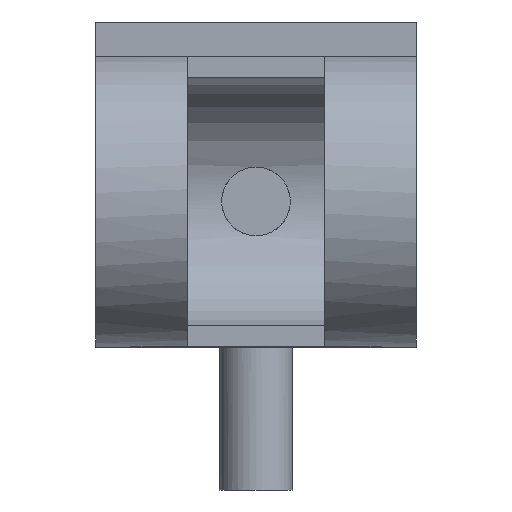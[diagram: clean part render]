
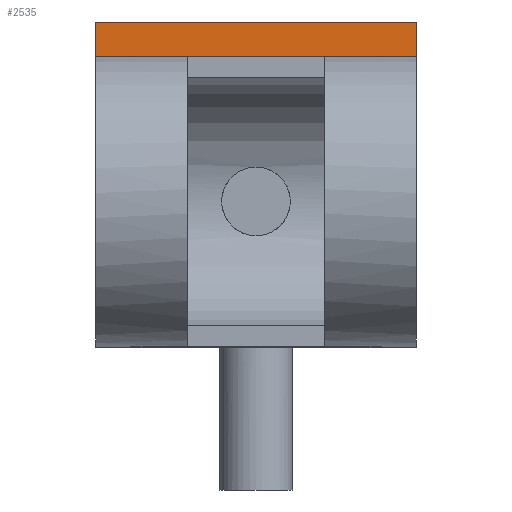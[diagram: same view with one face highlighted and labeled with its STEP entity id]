
A CAD part, front view. The second image highlights one B-rep face of the part: STEP entity #2535.
In plain terms, the highlighted planar face has unit normal (0, -1, 0).
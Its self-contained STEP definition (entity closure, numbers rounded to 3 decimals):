
#74 = CARTESIAN_POINT ( 'NONE',  ( 70., -9., 78.364 ) ) ;
#141 = LINE ( 'NONE', #1084, #2277 ) ;
#146 = CARTESIAN_POINT ( 'NONE',  ( 70., -9., 78.364 ) ) ;
#250 = CARTESIAN_POINT ( 'NONE',  ( -70., -9., 63.364 ) ) ;
#392 = EDGE_CURVE ( 'NONE', #2959, #2091, #2255, .T. ) ;
#408 = VECTOR ( 'NONE', #2553, 1000. ) ;
#434 = VECTOR ( 'NONE', #1090, 1000. ) ;
#477 = VERTEX_POINT ( 'NONE', #250 ) ;
#494 = DIRECTION ( 'NONE',  ( 0., 0., 1. ) ) ;
#509 = AXIS2_PLACEMENT_3D ( 'NONE', #1661, #2617, #494 ) ;
#664 = LINE ( 'NONE', #1597, #408 ) ;
#725 = PLANE ( 'NONE',  #509 ) ;
#878 = EDGE_LOOP ( 'NONE', ( #1102, #3065, #1606, #1143 ) ) ;
#1020 = DIRECTION ( 'NONE',  ( -1., 0., 0. ) ) ;
#1084 = CARTESIAN_POINT ( 'NONE',  ( 70., -9., 63.364 ) ) ;
#1090 = DIRECTION ( 'NONE',  ( 0., 0., -1. ) ) ;
#1102 = ORIENTED_EDGE ( 'NONE', *, *, #2442, .T. ) ;
#1143 = ORIENTED_EDGE ( 'NONE', *, *, #2947, .T. ) ;
#1597 = CARTESIAN_POINT ( 'NONE',  ( -70., -9., 78.364 ) ) ;
#1598 = VERTEX_POINT ( 'NONE', #2334 ) ;
#1606 = ORIENTED_EDGE ( 'NONE', *, *, #392, .F. ) ;
#1661 = CARTESIAN_POINT ( 'NONE',  ( 70., -9., 78.364 ) ) ;
#1991 = VECTOR ( 'NONE', #1020, 1000. ) ;
#2023 = DIRECTION ( 'NONE',  ( -1., 0., 0. ) ) ;
#2091 = VERTEX_POINT ( 'NONE', #2544 ) ;
#2180 = LINE ( 'NONE', #74, #1991 ) ;
#2255 = LINE ( 'NONE', #146, #434 ) ;
#2277 = VECTOR ( 'NONE', #2023, 1000. ) ;
#2334 = CARTESIAN_POINT ( 'NONE',  ( -70., -9., 78.364 ) ) ;
#2406 = EDGE_CURVE ( 'NONE', #2091, #477, #141, .T. ) ;
#2442 = EDGE_CURVE ( 'NONE', #1598, #477, #664, .T. ) ;
#2535 = ADVANCED_FACE ( 'NONE', ( #2850 ), #725, .F. ) ;
#2544 = CARTESIAN_POINT ( 'NONE',  ( 70., -9., 63.364 ) ) ;
#2553 = DIRECTION ( 'NONE',  ( 0., 0., -1. ) ) ;
#2617 = DIRECTION ( 'NONE',  ( 0., 1., 0. ) ) ;
#2850 = FACE_OUTER_BOUND ( 'NONE', #878, .T. ) ;
#2909 = CARTESIAN_POINT ( 'NONE',  ( 70., -9., 78.364 ) ) ;
#2947 = EDGE_CURVE ( 'NONE', #2959, #1598, #2180, .T. ) ;
#2959 = VERTEX_POINT ( 'NONE', #2909 ) ;
#3065 = ORIENTED_EDGE ( 'NONE', *, *, #2406, .F. ) ;
